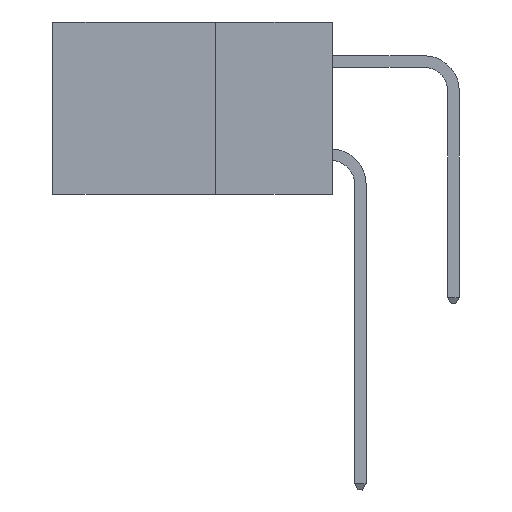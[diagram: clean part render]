
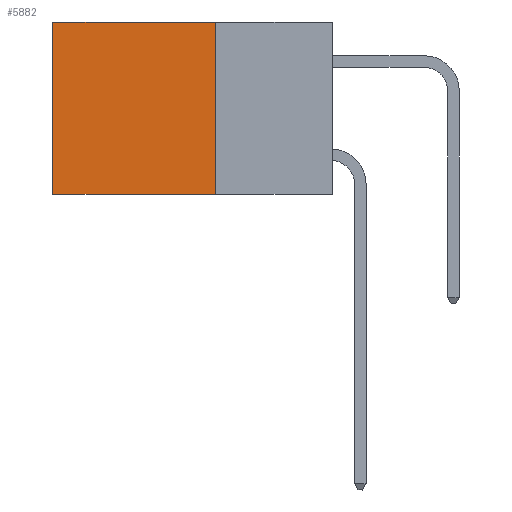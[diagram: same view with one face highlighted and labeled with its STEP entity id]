
A CAD part, left-side view. The second image highlights one B-rep face of the part: STEP entity #5882.
In plain terms, the highlighted planar face has unit normal (-1, 0, 0).
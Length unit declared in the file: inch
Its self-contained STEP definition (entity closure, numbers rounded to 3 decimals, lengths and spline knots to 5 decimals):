
#1270 = ORIENTED_EDGE ( 'NONE', *, *, #4035, .F. ) ;
#2990 = EDGE_LOOP ( 'NONE', ( #4388, #1270, #9301, #13814 ) ) ;
#3292 = DIRECTION ( 'NONE',  ( 0., 0., -1. ) ) ;
#3723 = VECTOR ( 'NONE', #9566, 39.37008 ) ;
#4035 = EDGE_CURVE ( 'NONE', #15717, #8647, #18058, .T. ) ;
#4088 = CARTESIAN_POINT ( 'NONE',  ( 0.298, 0.6, 0. ) ) ;
#4388 = ORIENTED_EDGE ( 'NONE', *, *, #17618, .T. ) ;
#5124 = CARTESIAN_POINT ( 'NONE',  ( 0.298, 0.6, -0.37 ) ) ;
#5459 = CARTESIAN_POINT ( 'NONE',  ( 0.298, 0.25, 0. ) ) ;
#5882 = ADVANCED_FACE ( 'NONE', ( #7838 ), #12295, .F. ) ;
#7136 = DIRECTION ( 'NONE',  ( 0., 0., -1. ) ) ;
#7249 = DIRECTION ( 'NONE',  ( 0., 1., 0. ) ) ;
#7343 = VERTEX_POINT ( 'NONE', #4088 ) ;
#7684 = VERTEX_POINT ( 'NONE', #12297 ) ;
#7838 = FACE_OUTER_BOUND ( 'NONE', #2990, .T. ) ;
#8133 = LINE ( 'NONE', #14413, #3723 ) ;
#8647 = VERTEX_POINT ( 'NONE', #5124 ) ;
#9301 = ORIENTED_EDGE ( 'NONE', *, *, #14666, .F. ) ;
#9566 = DIRECTION ( 'NONE',  ( 0., 0., -1. ) ) ;
#10246 = VECTOR ( 'NONE', #7249, 39.37008 ) ;
#11322 = VECTOR ( 'NONE', #3292, 39.37008 ) ;
#11517 = CARTESIAN_POINT ( 'NONE',  ( 0.298, 0.25, 0. ) ) ;
#12295 = PLANE ( 'NONE',  #16173 ) ;
#12297 = CARTESIAN_POINT ( 'NONE',  ( 0.298, 0.25, 0. ) ) ;
#13326 = DIRECTION ( 'NONE',  ( 0., 1., 0. ) ) ;
#13814 = ORIENTED_EDGE ( 'NONE', *, *, #13834, .T. ) ;
#13816 = LINE ( 'NONE', #11517, #15920 ) ;
#13834 = EDGE_CURVE ( 'NONE', #7684, #7343, #13816, .T. ) ;
#14413 = CARTESIAN_POINT ( 'NONE',  ( 0.298, 0.25, 0. ) ) ;
#14666 = EDGE_CURVE ( 'NONE', #7684, #15717, #8133, .T. ) ;
#15717 = VERTEX_POINT ( 'NONE', #20106 ) ;
#15920 = VECTOR ( 'NONE', #13326, 39.37008 ) ;
#16173 = AXIS2_PLACEMENT_3D ( 'NONE', #5459, #17180, #7136 ) ;
#16291 = LINE ( 'NONE', #21412, #11322 ) ;
#17180 = DIRECTION ( 'NONE',  ( 1., 0., 0. ) ) ;
#17618 = EDGE_CURVE ( 'NONE', #7343, #8647, #16291, .T. ) ;
#18058 = LINE ( 'NONE', #18741, #10246 ) ;
#18741 = CARTESIAN_POINT ( 'NONE',  ( 0.298, 0.25, -0.37 ) ) ;
#20106 = CARTESIAN_POINT ( 'NONE',  ( 0.298, 0.25, -0.37 ) ) ;
#21412 = CARTESIAN_POINT ( 'NONE',  ( 0.298, 0.6, 0. ) ) ;
